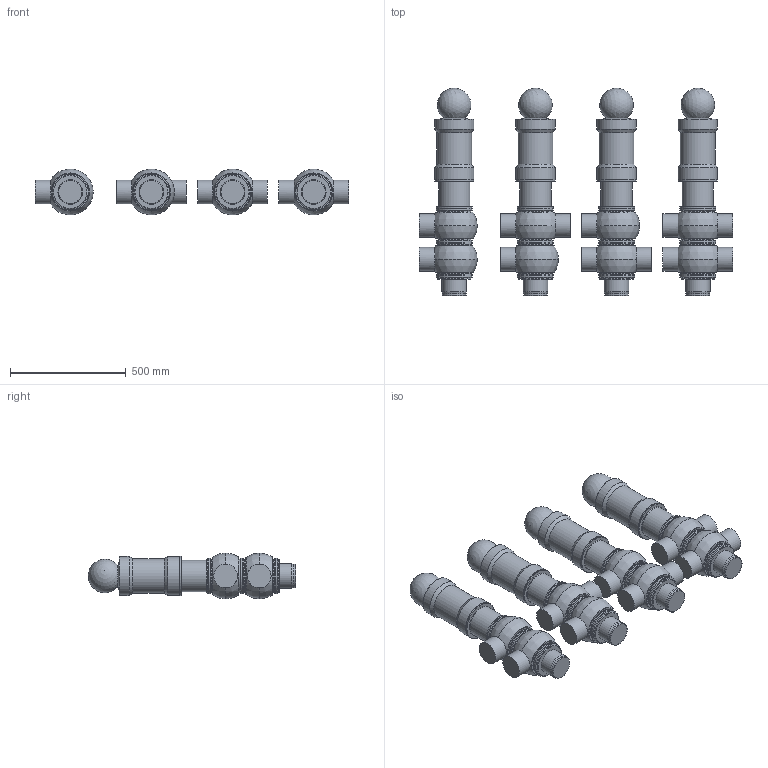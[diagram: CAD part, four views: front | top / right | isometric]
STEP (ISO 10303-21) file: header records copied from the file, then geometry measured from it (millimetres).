
FILE_DESCRIPTION(/* description */ (''),/* implementation_level */ '2;1');
FILE_NAME(/* name */ 'B925-DN100-SAL-orientabile.stp',/* time_stamp */ '2015-02-10T13:29:25+01:00',/* author */ ('malp-m'),/* organization */ (''),/* preprocessor_version */ 'ST-DEVELOPER v15.6',/* originating_system */ 'Autodesk Inventor 2015',/* authorisation */ '');
FILE_SCHEMA (('AUTOMOTIVE_DESIGN { 1 0 10303 214 3 1 1 }'));
Length unit declared in the file: millimetre
Products named in the file (7): CorpoDN100-L; CorpoDN100-T; CIL138-B925; SAGOMA-GIOTTO; ASSEMBL-B925-DN100; Tappo-corpoDN100; B925-DN100-SAL-orientabile
Assembly tree (24 placements, depth 2):
  B925-DN100-SAL-orientabile
    CorpoDN100-L  x4
    CorpoDN100-T  x4
    CIL138-B925  x4
    SAGOMA-GIOTTO  x4
    ASSEMBL-B925-DN100  x4
    Tappo-corpoDN100  x4
Bounding box: 1350 x 893.89 x 198 mm (x, y, z)
Volume: 72768087.2 mm3; surface area: 2979125 mm2
Topology: 24 solids, 24 shells, 300 faces, 532 edges, 308 vertices
Faces by surface type: plane 88, cylinder 84, torus 68, cone 40, bspline 16, sphere 4
Full cylindrical faces by diameter (mm): 101.6 x12, 102 x4, 106 x4, 135 x4, 144 x20, 150 x4, 155 x24, 169 x12
Entity records: 2082 total; most frequent: CARTESIAN_POINT 555, DIRECTION 348, AXIS2_PLACEMENT_3D 174, ORIENTED_EDGE 160, EDGE_LOOP 131, EDGE_CURVE 80, ADVANCED_FACE 75, FACE_OUTER_BOUND 74
